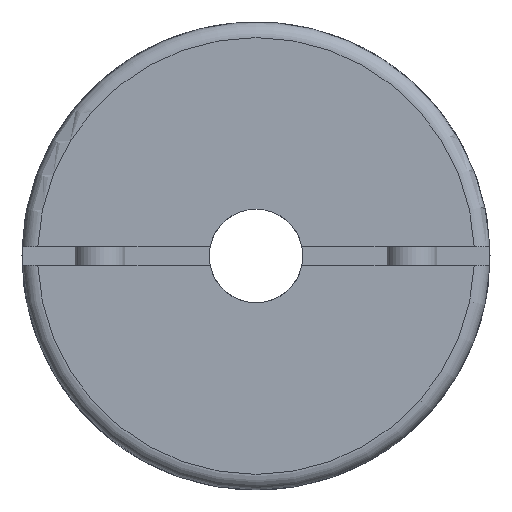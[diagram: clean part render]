
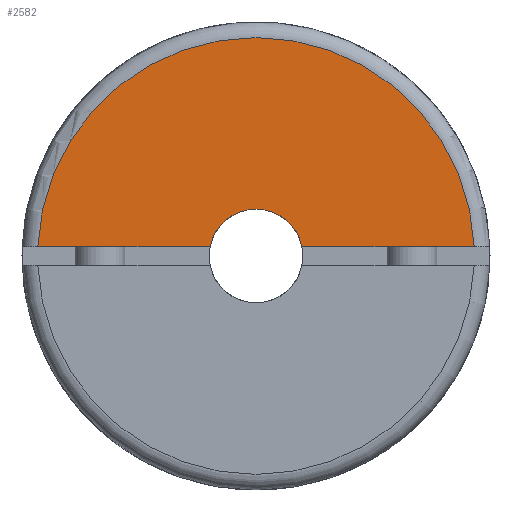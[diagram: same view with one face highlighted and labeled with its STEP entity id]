
A CAD part, left-side view. The second image highlights one B-rep face of the part: STEP entity #2582.
In plain terms, the highlighted planar face has unit normal (-1, 0, 0).
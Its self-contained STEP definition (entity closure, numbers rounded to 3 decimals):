
#74=PLANE('',#2805);
#201=CIRCLE('',#2804,1.5);
#202=CIRCLE('',#2806,7.);
#289=LINE('',#4017,#500);
#290=LINE('',#4018,#501);
#500=VECTOR('',#3139,1000.);
#501=VECTOR('',#3140,1000.);
#746=ORIENTED_EDGE('',*,*,#1468,.F.);
#747=ORIENTED_EDGE('',*,*,#1469,.T.);
#748=ORIENTED_EDGE('',*,*,#1466,.T.);
#749=ORIENTED_EDGE('',*,*,#1470,.T.);
#1466=EDGE_CURVE('',#1825,#1824,#201,.T.);
#1468=EDGE_CURVE('',#1826,#1827,#202,.T.);
#1469=EDGE_CURVE('',#1826,#1825,#289,.T.);
#1470=EDGE_CURVE('',#1824,#1827,#290,.T.);
#1824=VERTEX_POINT('',#4009);
#1825=VERTEX_POINT('',#4011);
#1826=VERTEX_POINT('',#4015);
#1827=VERTEX_POINT('',#4016);
#2096=EDGE_LOOP('',(#746,#747,#748,#749));
#2321=FACE_BOUND('',#2096,.T.);
#2582=ADVANCED_FACE('',(#2321),#74,.T.);
#2804=AXIS2_PLACEMENT_3D('',#4010,#3132,#3133);
#2805=AXIS2_PLACEMENT_3D('',#4013,#3135,#3136);
#2806=AXIS2_PLACEMENT_3D('',#4014,#3137,#3138);
#3132=DIRECTION('',(1.,0.,0.));
#3133=DIRECTION('',(0.,0.,-1.));
#3135=DIRECTION('',(-1.,0.,0.));
#3136=DIRECTION('',(0.,0.,1.));
#3137=DIRECTION('',(1.,0.,0.));
#3138=DIRECTION('',(0.,0.,-1.));
#3139=DIRECTION('',(0.,-1.,0.));
#3140=DIRECTION('',(0.,-1.,0.));
#4009=CARTESIAN_POINT('',(0.,-1.47,0.3));
#4010=CARTESIAN_POINT('',(0.,0.,0.));
#4011=CARTESIAN_POINT('',(0.,1.47,0.3));
#4013=CARTESIAN_POINT('',(0.,7.,0.));
#4014=CARTESIAN_POINT('',(0.,0.,0.));
#4015=CARTESIAN_POINT('',(0.,6.994,0.3));
#4016=CARTESIAN_POINT('',(0.,-6.994,0.3));
#4017=CARTESIAN_POINT('',(0.,7.5,0.3));
#4018=CARTESIAN_POINT('',(0.,7.5,0.3));
